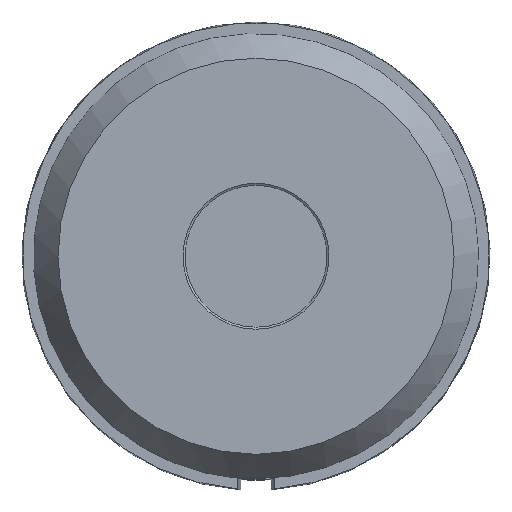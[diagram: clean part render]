
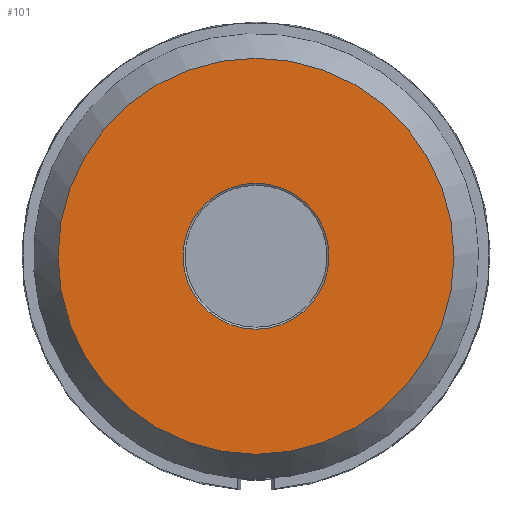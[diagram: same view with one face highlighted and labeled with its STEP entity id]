
A CAD part, front view. The second image highlights one B-rep face of the part: STEP entity #101.
In plain terms, the highlighted planar face has unit normal (0, -1, 0).
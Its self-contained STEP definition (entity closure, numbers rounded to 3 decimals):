
#101=ADVANCED_FACE('',(#125,#126),#127,.F.);
#125=FACE_BOUND('',#154,.T.);
#126=FACE_OUTER_BOUND('',#155,.T.);
#127=PLANE('',#156);
#154=EDGE_LOOP('',(#218));
#155=EDGE_LOOP('',(#219));
#156=AXIS2_PLACEMENT_3D('',#220,#221,#222);
#218=ORIENTED_EDGE('',*,*,#252,.F.);
#219=ORIENTED_EDGE('',*,*,#236,.T.);
#220=CARTESIAN_POINT('',(-13.341,6.772,0.0));
#221=DIRECTION('',(0.0,1.0,0.0));
#222=DIRECTION('',(0.0,0.0,1.0));
#236=EDGE_CURVE('',#254,#254,#255,.T.);
#252=EDGE_CURVE('',#281,#281,#282,.T.);
#254=VERTEX_POINT('',#285);
#255=CIRCLE('',#286,19.496);
#281=VERTEX_POINT('',#381);
#282=CIRCLE('',#382,7.186);
#285=CARTESIAN_POINT('',(0.0,6.772,-19.496));
#286=AXIS2_PLACEMENT_3D('',#385,#386,#387);
#381=CARTESIAN_POINT('',(0.0,6.772,-7.186));
#382=AXIS2_PLACEMENT_3D('',#422,#423,#424);
#385=CARTESIAN_POINT('',(0.0,6.772,0.0));
#386=DIRECTION('',(0.0,-1.0,0.0));
#387=DIRECTION('',(0.0,0.0,-1.0));
#422=CARTESIAN_POINT('',(0.0,6.772,0.0));
#423=DIRECTION('',(0.0,-1.0,0.0));
#424=DIRECTION('',(0.0,0.0,-1.0));
